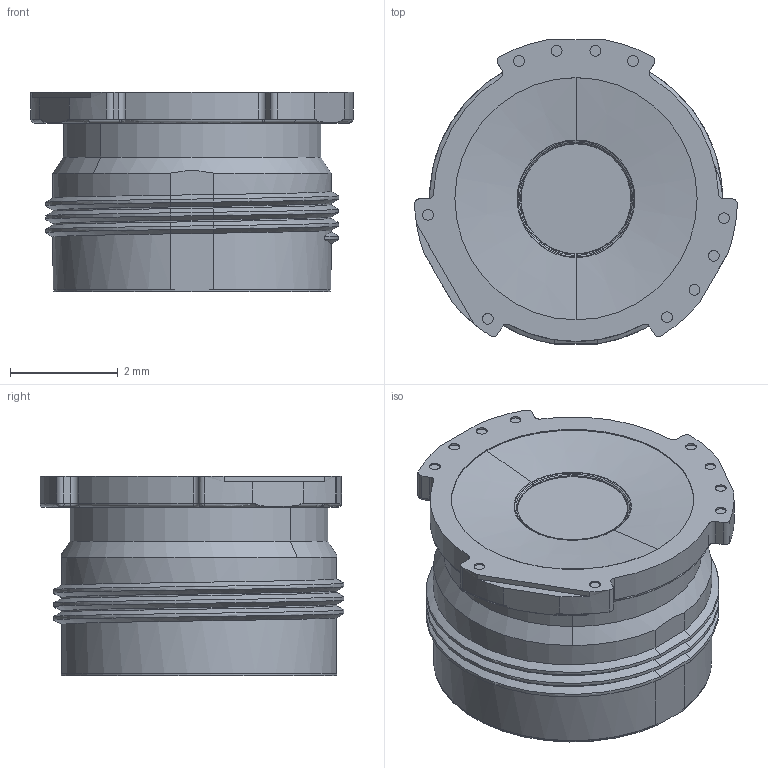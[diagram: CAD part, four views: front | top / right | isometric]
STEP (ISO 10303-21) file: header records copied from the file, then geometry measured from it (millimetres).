
FILE_DESCRIPTION((''),'2;1');
FILE_NAME('3850-701-12-14','2016-12-14T',('wlq'),(''),'PRO/ENGINEER BY PARAMETRIC TECHNOLOGY CORPORATION, 2011310','PRO/ENGINEER BY PARAMETRIC TECHNOLOGY CORPORATION, 2011310','');
FILE_SCHEMA(('CONFIG_CONTROL_DESIGN'));
Length unit declared in the file: millimetre
Products named in the file (1): 3850-701-12-14
Bounding box: 6 x 5.64 x 3.7 mm (x, y, z)
Volume: 71.1 mm3; surface area: 131.5 mm2
Topology: 1 solids, 1 shells, 187 faces, 422 edges, 252 vertices
Faces by surface type: cylinder 64, plane 50, bspline 45, cone 14, torus 14
Entity records: 12469 total; most frequent: CARTESIAN_POINT 8455, ORIENTED_EDGE 844, DIRECTION 779, EDGE_CURVE 422, AXIS2_PLACEMENT_3D 302, VERTEX_POINT 252, EDGE_LOOP 202, FACE_OUTER_BOUND 187
